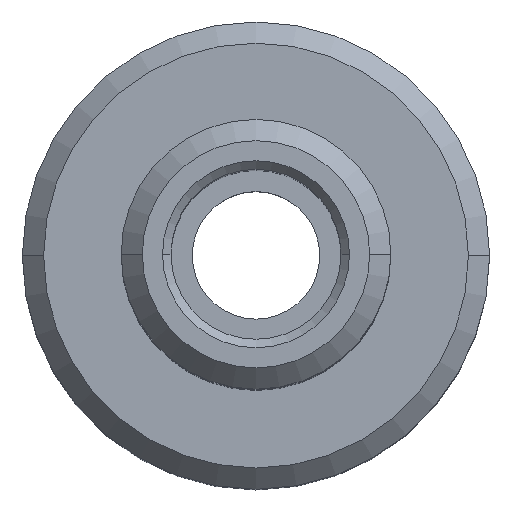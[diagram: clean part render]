
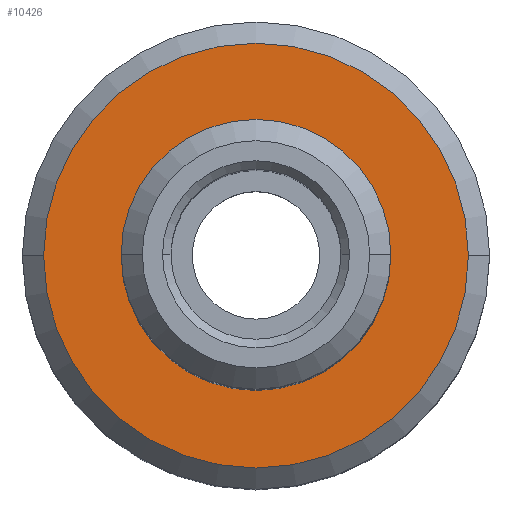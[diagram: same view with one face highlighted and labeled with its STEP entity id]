
A CAD part, top view. The second image highlights one B-rep face of the part: STEP entity #10426.
In plain terms, the highlighted planar face has unit normal (0, 0, 1).
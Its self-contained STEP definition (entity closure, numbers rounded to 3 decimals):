
#2 = CARTESIAN_POINT ( 'NONE',  ( 3.175, 0., -18. ) ) ;
#186 = EDGE_LOOP ( 'NONE', ( #5921, #5309 ) ) ;
#408 = CIRCLE ( 'NONE', #11453, 3.175 ) ;
#593 = ORIENTED_EDGE ( 'NONE', *, *, #3488, .T. ) ;
#1116 = CIRCLE ( 'NONE', #8890, 5. ) ;
#1303 = EDGE_CURVE ( 'NONE', #4095, #2595, #7381, .T. ) ;
#1478 = CARTESIAN_POINT ( 'NONE',  ( 0., 0., -18. ) ) ;
#1632 = AXIS2_PLACEMENT_3D ( 'NONE', #10632, #4082, #11724 ) ;
#1763 = EDGE_LOOP ( 'NONE', ( #13196, #593 ) ) ;
#2539 = DIRECTION ( 'NONE',  ( -1., 0., 0. ) ) ;
#2595 = VERTEX_POINT ( 'NONE', #2 ) ;
#3007 = CARTESIAN_POINT ( 'NONE',  ( 0., 0., -18. ) ) ;
#3488 = EDGE_CURVE ( 'NONE', #3844, #9718, #1116, .T. ) ;
#3844 = VERTEX_POINT ( 'NONE', #7417 ) ;
#4030 = AXIS2_PLACEMENT_3D ( 'NONE', #5039, #12693, #6122 ) ;
#4031 = PLANE ( 'NONE',  #1632 ) ;
#4082 = DIRECTION ( 'NONE',  ( 0., 0., -1. ) ) ;
#4095 = VERTEX_POINT ( 'NONE', #4748 ) ;
#4115 = DIRECTION ( 'NONE',  ( -1., 0., 0. ) ) ;
#4713 = CARTESIAN_POINT ( 'NONE',  ( 0., 0., -18. ) ) ;
#4748 = CARTESIAN_POINT ( 'NONE',  ( -3.175, 0., -18. ) ) ;
#4957 = CARTESIAN_POINT ( 'NONE',  ( -5., 0., -18. ) ) ;
#5039 = CARTESIAN_POINT ( 'NONE',  ( 0., 0., -18. ) ) ;
#5052 = FACE_BOUND ( 'NONE', #186, .T. ) ;
#5185 = EDGE_CURVE ( 'NONE', #9718, #3844, #12261, .T. ) ;
#5309 = ORIENTED_EDGE ( 'NONE', *, *, #1303, .F. ) ;
#5809 = DIRECTION ( 'NONE',  ( -1., 0., 0. ) ) ;
#5921 = ORIENTED_EDGE ( 'NONE', *, *, #11762, .F. ) ;
#6122 = DIRECTION ( 'NONE',  ( -1., 0., 0. ) ) ;
#7381 = CIRCLE ( 'NONE', #4030, 3.175 ) ;
#7417 = CARTESIAN_POINT ( 'NONE',  ( 5., 0., -18. ) ) ;
#8890 = AXIS2_PLACEMENT_3D ( 'NONE', #1478, #9036, #2539 ) ;
#9036 = DIRECTION ( 'NONE',  ( 0., 0., 1. ) ) ;
#9226 = AXIS2_PLACEMENT_3D ( 'NONE', #4713, #12364, #5809 ) ;
#9718 = VERTEX_POINT ( 'NONE', #4957 ) ;
#10426 = ADVANCED_FACE ( 'NONE', ( #13786, #5052 ), #4031, .F. ) ;
#10632 = CARTESIAN_POINT ( 'NONE',  ( 0., 0., -18. ) ) ;
#10665 = DIRECTION ( 'NONE',  ( 0., 0., 1. ) ) ;
#11453 = AXIS2_PLACEMENT_3D ( 'NONE', #3007, #10665, #4115 ) ;
#11724 = DIRECTION ( 'NONE',  ( -1., 0., 0. ) ) ;
#11762 = EDGE_CURVE ( 'NONE', #2595, #4095, #408, .T. ) ;
#12261 = CIRCLE ( 'NONE', #9226, 5. ) ;
#12364 = DIRECTION ( 'NONE',  ( 0., 0., 1. ) ) ;
#12693 = DIRECTION ( 'NONE',  ( 0., 0., 1. ) ) ;
#13196 = ORIENTED_EDGE ( 'NONE', *, *, #5185, .T. ) ;
#13786 = FACE_OUTER_BOUND ( 'NONE', #1763, .T. ) ;
